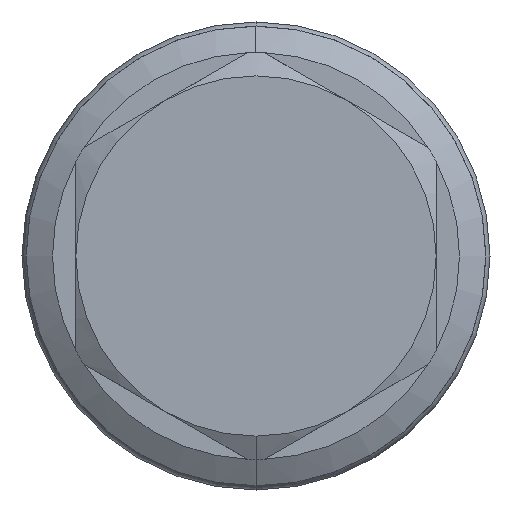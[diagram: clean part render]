
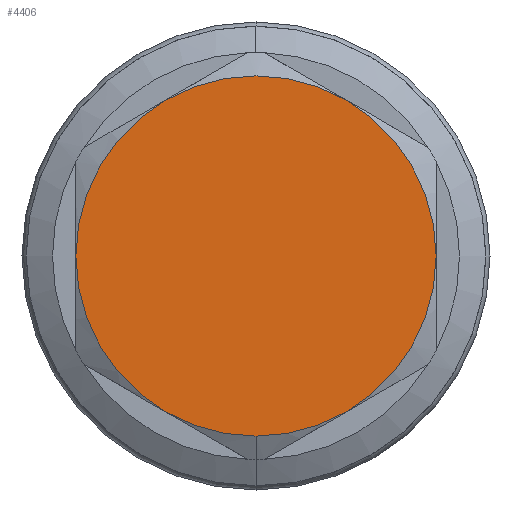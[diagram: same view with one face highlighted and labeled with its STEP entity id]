
A CAD part, left-side view. The second image highlights one B-rep face of the part: STEP entity #4406.
In plain terms, the highlighted planar face has unit normal (-1, 0, 0).
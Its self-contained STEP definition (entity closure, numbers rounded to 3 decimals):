
#856 = EDGE_CURVE ( 'NONE', #7044, #7222, #5918, .T. ) ;
#1020 = EDGE_CURVE ( 'NONE', #5934, #5772, #5341, .T. ) ;
#1021 = EDGE_CURVE ( 'NONE', #5772, #5929, #5340, .T. ) ;
#1027 = EDGE_CURVE ( 'NONE', #5929, #5817, #6126, .T. ) ;
#1033 = EDGE_CURVE ( 'NONE', #5817, #7044, #5578, .T. ) ;
#1034 = EDGE_CURVE ( 'NONE', #7222, #5907, #5620, .T. ) ;
#1035 = EDGE_CURVE ( 'NONE', #5907, #5934, #5387, .T. ) ;
#1204 = CARTESIAN_POINT ( 'NONE',  ( -47.288, 0., -15.85 ) ) ;
#1251 = CARTESIAN_POINT ( 'NONE',  ( -47.288, -15.85, 0. ) ) ;
#1301 = CARTESIAN_POINT ( 'NONE',  ( -47.288, 7.925, -13.727 ) ) ;
#1336 = CARTESIAN_POINT ( 'NONE',  ( -47.288, 15.85, 0. ) ) ;
#1339 = CARTESIAN_POINT ( 'NONE',  ( -47.288, 7.925, 13.727 ) ) ;
#1437 = CARTESIAN_POINT ( 'NONE',  ( -47.288, -7.925, -13.727 ) ) ;
#1454 = CARTESIAN_POINT ( 'NONE',  ( -47.288, -7.925, 13.727 ) ) ;
#1501 = PLANE ( 'NONE',  #6987 ) ;
#1970 = CARTESIAN_POINT ( 'NONE',  ( -47.288, 0., 0. ) ) ;
#1995 = DIRECTION ( 'NONE',  ( 0., 0., 1. ) ) ;
#2253 = DIRECTION ( 'NONE',  ( -1., 0., 0. ) ) ;
#2692 = CARTESIAN_POINT ( 'NONE',  ( -47.288, 0., 0. ) ) ;
#2734 = DIRECTION ( 'NONE',  ( 0., 0., -1. ) ) ;
#2735 = CARTESIAN_POINT ( 'NONE',  ( -47.288, 0., 0. ) ) ;
#2736 = DIRECTION ( 'NONE',  ( 1., 0., 0. ) ) ;
#2738 = DIRECTION ( 'NONE',  ( 0., 0., -1. ) ) ;
#2739 = DIRECTION ( 'NONE',  ( 1., 0., 0. ) ) ;
#2740 = CARTESIAN_POINT ( 'NONE',  ( -47.288, 0., 0. ) ) ;
#2806 = CARTESIAN_POINT ( 'NONE',  ( -47.288, 0., 0. ) ) ;
#2881 = DIRECTION ( 'NONE',  ( 0., 0., -1. ) ) ;
#2888 = DIRECTION ( 'NONE',  ( 0., 0., -1. ) ) ;
#2898 = DIRECTION ( 'NONE',  ( 0., 0., -1. ) ) ;
#2899 = DIRECTION ( 'NONE',  ( 1., 0., 0. ) ) ;
#2900 = CARTESIAN_POINT ( 'NONE',  ( -47.288, 0., 0. ) ) ;
#2917 = DIRECTION ( 'NONE',  ( 0., 0., -1. ) ) ;
#2968 = DIRECTION ( 'NONE',  ( 1., 0., 0. ) ) ;
#2969 = DIRECTION ( 'NONE',  ( 1., 0., 0. ) ) ;
#3067 = DIRECTION ( 'NONE',  ( 1., 0., 0. ) ) ;
#3071 = CARTESIAN_POINT ( 'NONE',  ( -47.288, 0., 0. ) ) ;
#3845 = DIRECTION ( 'NONE',  ( 0., 0., -1. ) ) ;
#3847 = DIRECTION ( 'NONE',  ( 1., 0., 0. ) ) ;
#3853 = CARTESIAN_POINT ( 'NONE',  ( -47.288, 0., 0. ) ) ;
#4406 = ADVANCED_FACE ( 'NONE', ( #6739 ), #1501, .T. ) ;
#5340 = CIRCLE ( 'NONE', #7300, 15.85 ) ;
#5341 = CIRCLE ( 'NONE', #7298, 15.85 ) ;
#5387 = CIRCLE ( 'NONE', #7316, 15.85 ) ;
#5578 = CIRCLE ( 'NONE', #7312, 15.85 ) ;
#5620 = CIRCLE ( 'NONE', #7313, 15.85 ) ;
#5772 = VERTEX_POINT ( 'NONE', #1339 ) ;
#5817 = VERTEX_POINT ( 'NONE', #1251 ) ;
#5907 = VERTEX_POINT ( 'NONE', #1301 ) ;
#5918 = CIRCLE ( 'NONE', #6863, 15.85 ) ;
#5929 = VERTEX_POINT ( 'NONE', #1454 ) ;
#5934 = VERTEX_POINT ( 'NONE', #1336 ) ;
#6126 = CIRCLE ( 'NONE', #7303, 15.85 ) ;
#6739 = FACE_OUTER_BOUND ( 'NONE', #7413, .T. ) ;
#6863 = AXIS2_PLACEMENT_3D ( 'NONE', #3853, #3847, #3845 ) ;
#6987 = AXIS2_PLACEMENT_3D ( 'NONE', #1970, #2253, #1995 ) ;
#7044 = VERTEX_POINT ( 'NONE', #1437 ) ;
#7222 = VERTEX_POINT ( 'NONE', #1204 ) ;
#7298 = AXIS2_PLACEMENT_3D ( 'NONE', #2740, #2739, #2738 ) ;
#7300 = AXIS2_PLACEMENT_3D ( 'NONE', #2735, #2736, #2734 ) ;
#7303 = AXIS2_PLACEMENT_3D ( 'NONE', #2900, #2899, #2898 ) ;
#7312 = AXIS2_PLACEMENT_3D ( 'NONE', #2692, #3067, #2888 ) ;
#7313 = AXIS2_PLACEMENT_3D ( 'NONE', #2806, #2968, #2917 ) ;
#7316 = AXIS2_PLACEMENT_3D ( 'NONE', #3071, #2969, #2881 ) ;
#7413 = EDGE_LOOP ( 'NONE', ( #8085, #8084, #8087, #8086, #8089, #8088, #8090 ) ) ;
#8084 = ORIENTED_EDGE ( 'NONE', *, *, #1034, .F. ) ;
#8085 = ORIENTED_EDGE ( 'NONE', *, *, #1035, .F. ) ;
#8086 = ORIENTED_EDGE ( 'NONE', *, *, #1033, .F. ) ;
#8087 = ORIENTED_EDGE ( 'NONE', *, *, #856, .F. ) ;
#8088 = ORIENTED_EDGE ( 'NONE', *, *, #1021, .F. ) ;
#8089 = ORIENTED_EDGE ( 'NONE', *, *, #1027, .F. ) ;
#8090 = ORIENTED_EDGE ( 'NONE', *, *, #1020, .F. ) ;
